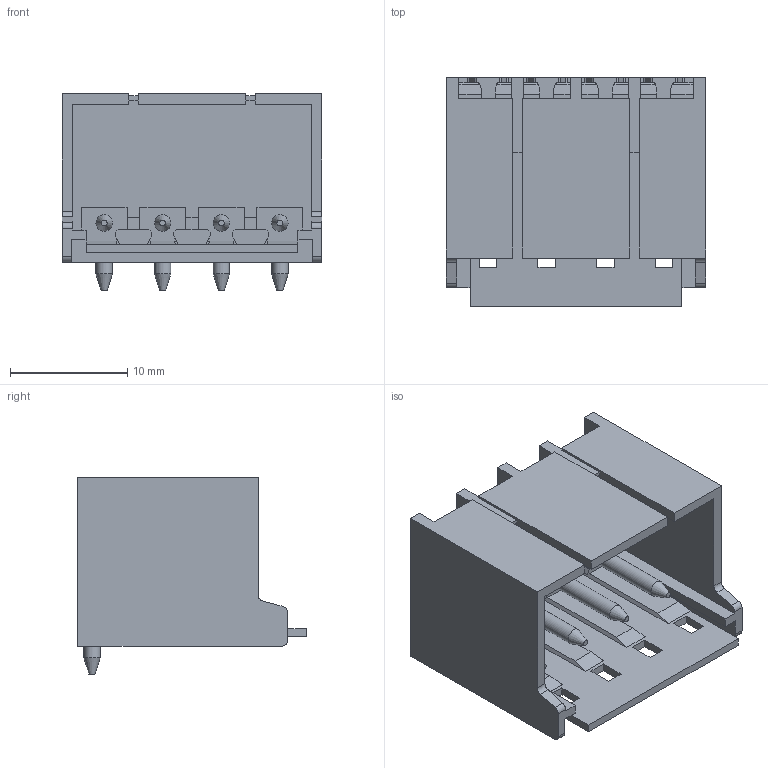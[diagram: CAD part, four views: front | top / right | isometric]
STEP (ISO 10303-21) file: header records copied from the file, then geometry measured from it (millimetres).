
FILE_DESCRIPTION(('FreeCAD Model'),'2;1');
FILE_NAME('_2092-1424200-000.step', '2017-03-09T11:02:18',('kicad StepUp'),('ksu MCAD'), 'Open CASCADE STEP processor 6.8','FreeCAD','Unknown');
FILE_SCHEMA(('AUTOMOTIVE_DESIGN_CC2 { 1 2 10303 214 -1 1 5 4 }'));
Length unit declared in the file: millimetre
Products named in the file (2): ASSEMBLY; _2092-1424/200-000
Assembly tree (1 placements, depth 2):
  ASSEMBLY
    _2092-1424/200-000
Bounding box: 22.2 x 19.5 x 16.8 mm (x, y, z)
Volume: 1575.3 mm3; surface area: 3265.3 mm2
Topology: 1 solids, 1 shells, 282 faces, 804 edges, 532 vertices
Faces by surface type: plane 220, cylinder 54, cone 8
Full cylindrical faces by diameter (mm): 1.4 x8
Entity records: 11096 total; most frequent: CARTESIAN_POINT 1636, ORIENTED_EDGE 1608, DIRECTION 1476, EDGE_CURVE 804, LINE 668, VECTOR 668, VERTEX_POINT 532, AXIS2_PLACEMENT_3D 404
